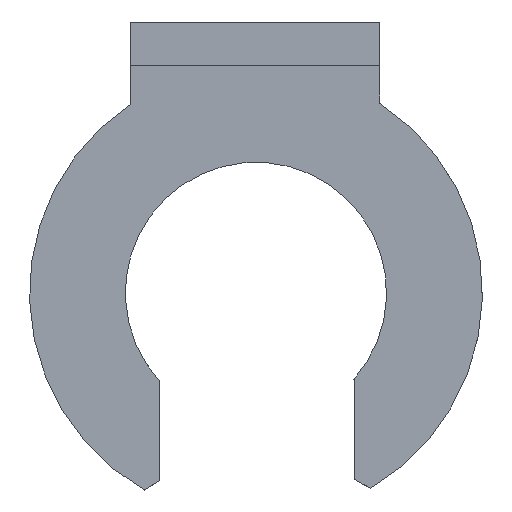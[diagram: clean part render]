
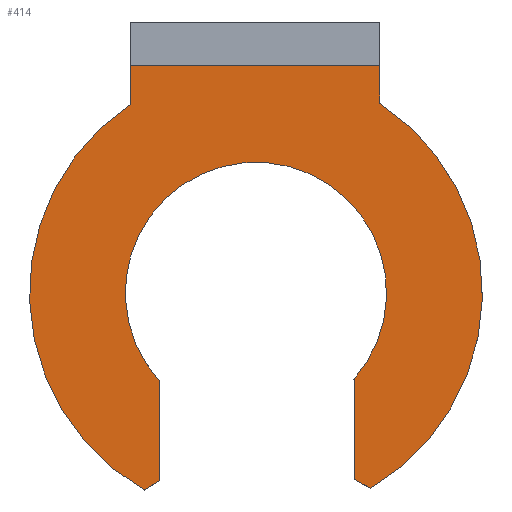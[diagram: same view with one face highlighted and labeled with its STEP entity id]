
A CAD part, front view. The second image highlights one B-rep face of the part: STEP entity #414.
In plain terms, the highlighted face is planar.
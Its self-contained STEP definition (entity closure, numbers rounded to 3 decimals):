
#31=CIRCLE('',#452,5.226);
#33=CIRCLE('',#458,5.226);
#34=CIRCLE('',#459,3.014);
#47=FACE_OUTER_BOUND('',#71,.T.);
#71=EDGE_LOOP('',(#298,#299,#300,#301,#302,#303,#304,#305,#306,#307,#308));
#95=LINE('',#607,#136);
#103=LINE('',#648,#144);
#107=LINE('',#660,#148);
#108=LINE('',#662,#149);
#109=LINE('',#664,#150);
#110=LINE('',#667,#151);
#111=LINE('',#671,#152);
#112=LINE('',#672,#153);
#136=VECTOR('',#492,10.);
#144=VECTOR('',#514,10.);
#148=VECTOR('',#520,10.);
#149=VECTOR('',#521,10.);
#150=VECTOR('',#522,10.);
#151=VECTOR('',#525,10.);
#152=VECTOR('',#528,10.);
#153=VECTOR('',#529,10.);
#177=VERTEX_POINT('',#605);
#178=VERTEX_POINT('',#606);
#183=VERTEX_POINT('',#620);
#189=VERTEX_POINT('',#646);
#190=VERTEX_POINT('',#647);
#194=VERTEX_POINT('',#659);
#195=VERTEX_POINT('',#661);
#196=VERTEX_POINT('',#663);
#197=VERTEX_POINT('',#666);
#198=VERTEX_POINT('',#668);
#199=VERTEX_POINT('',#670);
#214=EDGE_CURVE('',#177,#178,#95,.T.);
#221=EDGE_CURVE('',#177,#183,#31,.T.);
#229=EDGE_CURVE('',#189,#190,#103,.T.);
#234=EDGE_CURVE('',#183,#194,#107,.T.);
#235=EDGE_CURVE('',#194,#195,#108,.T.);
#236=EDGE_CURVE('',#195,#196,#109,.T.);
#237=EDGE_CURVE('',#196,#190,#33,.T.);
#238=EDGE_CURVE('',#189,#197,#110,.T.);
#239=EDGE_CURVE('',#197,#198,#34,.T.);
#240=EDGE_CURVE('',#198,#199,#111,.T.);
#241=EDGE_CURVE('',#199,#178,#112,.T.);
#298=ORIENTED_EDGE('',*,*,#214,.F.);
#299=ORIENTED_EDGE('',*,*,#221,.T.);
#300=ORIENTED_EDGE('',*,*,#234,.T.);
#301=ORIENTED_EDGE('',*,*,#235,.T.);
#302=ORIENTED_EDGE('',*,*,#236,.T.);
#303=ORIENTED_EDGE('',*,*,#237,.T.);
#304=ORIENTED_EDGE('',*,*,#229,.F.);
#305=ORIENTED_EDGE('',*,*,#238,.T.);
#306=ORIENTED_EDGE('',*,*,#239,.T.);
#307=ORIENTED_EDGE('',*,*,#240,.T.);
#308=ORIENTED_EDGE('',*,*,#241,.T.);
#394=PLANE('',#457);
#414=ADVANCED_FACE('',(#47),#394,.T.);
#452=AXIS2_PLACEMENT_3D('',#622,#501,#502);
#457=AXIS2_PLACEMENT_3D('',#658,#518,#519);
#458=AXIS2_PLACEMENT_3D('',#665,#523,#524);
#459=AXIS2_PLACEMENT_3D('',#669,#526,#527);
#492=DIRECTION('',(-0.859,0.511,0.));
#501=DIRECTION('center_axis',(0.,0.,1.));
#502=DIRECTION('ref_axis',(0.437,-0.9,0.));
#514=DIRECTION('',(-0.852,-0.523,0.));
#518=DIRECTION('center_axis',(0.,0.,1.));
#519=DIRECTION('ref_axis',(1.,0.,0.));
#520=DIRECTION('',(0.,1.,0.));
#521=DIRECTION('',(-1.,0.,0.));
#522=DIRECTION('',(0.,-1.,0.));
#523=DIRECTION('center_axis',(0.,0.,1.));
#524=DIRECTION('ref_axis',(-0.554,0.832,0.));
#525=DIRECTION('',(-0.007,1.,0.));
#526=DIRECTION('center_axis',(0.,0.,-1.));
#527=DIRECTION('ref_axis',(0.751,-0.661,0.));
#528=DIRECTION('',(1.,0.007,0.));
#529=DIRECTION('',(0.007,-1.,0.));
#605=CARTESIAN_POINT('',(2.638,-5.282,1.));
#606=CARTESIAN_POINT('',(2.282,-5.07,1.));
#607=CARTESIAN_POINT('',(0.417,-3.961,1.));
#620=CARTESIAN_POINT('',(2.856,3.608,1.));
#622=CARTESIAN_POINT('Origin',(0.002,-0.769,1.));
#646=CARTESIAN_POINT('',(-2.218,-5.102,1.));
#647=CARTESIAN_POINT('',(-2.571,-5.318,1.));
#648=CARTESIAN_POINT('',(-0.365,-3.964,1.));
#658=CARTESIAN_POINT('Origin',(0.002,-0.01,
1.));
#659=CARTESIAN_POINT('',(2.856,4.481,1.));
#660=CARTESIAN_POINT('',(2.856,3.608,1.));
#661=CARTESIAN_POINT('',(-2.894,4.481,1.));
#662=CARTESIAN_POINT('',(-1.446,4.481,1.));
#663=CARTESIAN_POINT('',(-2.894,3.581,1.));
#664=CARTESIAN_POINT('',(-2.894,4.481,1.));
#665=CARTESIAN_POINT('Origin',(0.002,-0.769,1.));
#666=CARTESIAN_POINT('',(-2.234,-2.791,1.));
#667=CARTESIAN_POINT('',(-2.234,-2.791,1.));
#668=CARTESIAN_POINT('',(2.264,-2.761,1.));
#669=CARTESIAN_POINT('Origin',(0.002,-0.769,1.));
#670=CARTESIAN_POINT('',(2.266,-2.761,1.));
#671=CARTESIAN_POINT('',(2.266,-2.761,1.));
#672=CARTESIAN_POINT('',(2.285,-5.47,1.));
